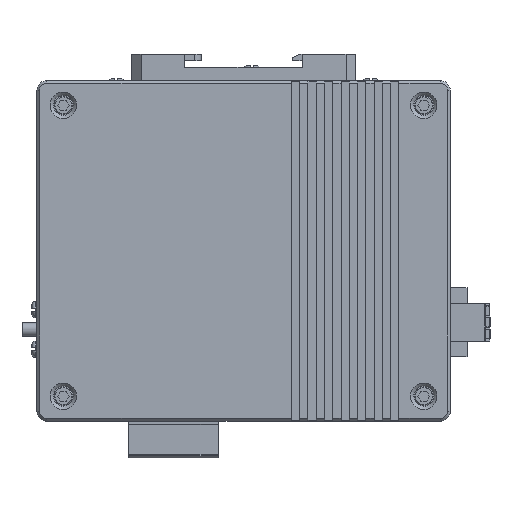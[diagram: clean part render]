
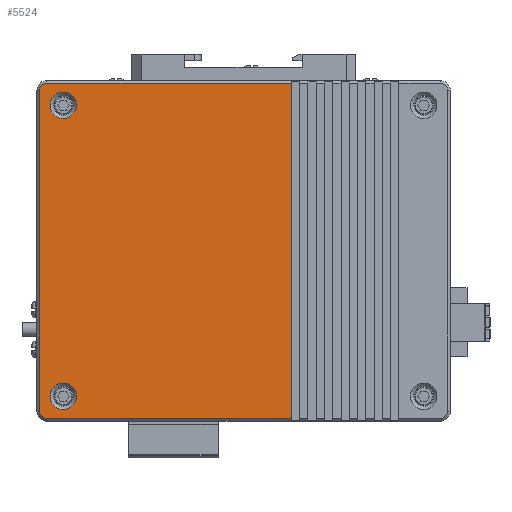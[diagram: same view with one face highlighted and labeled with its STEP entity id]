
A CAD part, top view. The second image highlights one B-rep face of the part: STEP entity #5524.
In plain terms, the highlighted planar face has unit normal (0, 0, 1).
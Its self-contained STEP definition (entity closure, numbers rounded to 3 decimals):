
#2757=FACE_BOUND('',#21028,.T.);
#2758=FACE_BOUND('',#21029,.T.);
#2759=FACE_BOUND('',#21030,.T.);
#5524=ADVANCED_FACE('',(#2757,#2758,#2759),#11218,.F.);
#11218=PLANE('',#109832);
#21028=EDGE_LOOP('',(#32657));
#21029=EDGE_LOOP('',(#32658));
#21030=EDGE_LOOP('',(#32659,#32660,#32661,#32662,#32663,#32664));
#27043=CIRCLE('',#109828,4.);
#27044=CIRCLE('',#109829,4.);
#27045=CIRCLE('',#109830,2.2);
#27046=CIRCLE('',#109831,2.2);
#32657=ORIENTED_EDGE('',*,*,#72549,.T.);
#32658=ORIENTED_EDGE('',*,*,#72550,.T.);
#32659=ORIENTED_EDGE('',*,*,#72551,.F.);
#32660=ORIENTED_EDGE('',*,*,#72514,.T.);
#32661=ORIENTED_EDGE('',*,*,#72552,.T.);
#32662=ORIENTED_EDGE('',*,*,#72553,.T.);
#32663=ORIENTED_EDGE('',*,*,#72554,.T.);
#32664=ORIENTED_EDGE('',*,*,#72505,.T.);
#61905=VERTEX_POINT('',#151060);
#61906=VERTEX_POINT('',#151062);
#61913=VERTEX_POINT('',#151078);
#61914=VERTEX_POINT('',#151080);
#61937=VERTEX_POINT('',#151144);
#61938=VERTEX_POINT('',#151146);
#61939=VERTEX_POINT('',#151149);
#61940=VERTEX_POINT('',#151151);
#72505=EDGE_CURVE('',#61906,#61905,#87661,.T.);
#72514=EDGE_CURVE('',#61914,#61913,#87670,.T.);
#72549=EDGE_CURVE('',#61937,#61937,#27043,.T.);
#72550=EDGE_CURVE('',#61938,#61938,#27044,.T.);
#72551=EDGE_CURVE('',#61914,#61905,#87705,.T.);
#72552=EDGE_CURVE('',#61913,#61939,#27045,.T.);
#72553=EDGE_CURVE('',#61939,#61940,#87706,.T.);
#72554=EDGE_CURVE('',#61940,#61906,#27046,.T.);
#87661=LINE('',#151061,#98737);
#87670=LINE('',#151079,#98746);
#87705=LINE('',#151147,#98781);
#87706=LINE('',#151150,#98782);
#98737=VECTOR('',#120750,1.);
#98746=VECTOR('',#120761,1.);
#98781=VECTOR('',#120812,1.);
#98782=VECTOR('',#120815,1.);
#109828=AXIS2_PLACEMENT_3D('',#151143,#120808,#120809);
#109829=AXIS2_PLACEMENT_3D('',#151145,#120810,#120811);
#109830=AXIS2_PLACEMENT_3D('',#151148,#120813,#120814);
#109831=AXIS2_PLACEMENT_3D('',#151152,#120816,#120817);
#109832=AXIS2_PLACEMENT_3D('',#151153,#120818,#120819);
#120750=DIRECTION('',(1.,0.,0.));
#120761=DIRECTION('',(-1.,0.,0.));
#120808=DIRECTION('',(0.,0.,-1.));
#120809=DIRECTION('',(-1.,0.,0.));
#120810=DIRECTION('',(0.,0.,-1.));
#120811=DIRECTION('',(-1.,0.,0.));
#120812=DIRECTION('',(0.,-1.,0.));
#120813=DIRECTION('',(0.,0.,1.));
#120814=DIRECTION('',(-1.,0.,0.));
#120815=DIRECTION('',(0.,-1.,0.));
#120816=DIRECTION('',(0.,0.,1.));
#120817=DIRECTION('',(-1.,0.,0.));
#120818=DIRECTION('',(0.,0.,-1.));
#120819=DIRECTION('',(-1.,0.,0.));
#151060=CARTESIAN_POINT('',(14.5,-50.7,38.5));
#151061=CARTESIAN_POINT('',(-59.5,-50.7,38.5));
#151062=CARTESIAN_POINT('',(-59.5,-50.7,38.5));
#151078=CARTESIAN_POINT('',(-59.5,50.7,38.5));
#151079=CARTESIAN_POINT('',(-59.5,50.7,38.5));
#151080=CARTESIAN_POINT('',(14.5,50.7,38.5));
#151143=CARTESIAN_POINT('',(-54.5,44.,38.5));
#151144=CARTESIAN_POINT('',(-58.5,44.,38.5));
#151145=CARTESIAN_POINT('',(-54.5,-44.,38.5));
#151146=CARTESIAN_POINT('',(-58.5,-44.,38.5));
#151147=CARTESIAN_POINT('',(14.5,-48.5,38.5));
#151148=CARTESIAN_POINT('',(-59.5,48.5,38.5));
#151149=CARTESIAN_POINT('',(-61.7,48.5,38.5));
#151150=CARTESIAN_POINT('',(-61.7,-48.5,38.5));
#151151=CARTESIAN_POINT('',(-61.7,-48.5,38.5));
#151152=CARTESIAN_POINT('',(-59.5,-48.5,38.5));
#151153=CARTESIAN_POINT('',(-59.5,-48.5,38.5));
